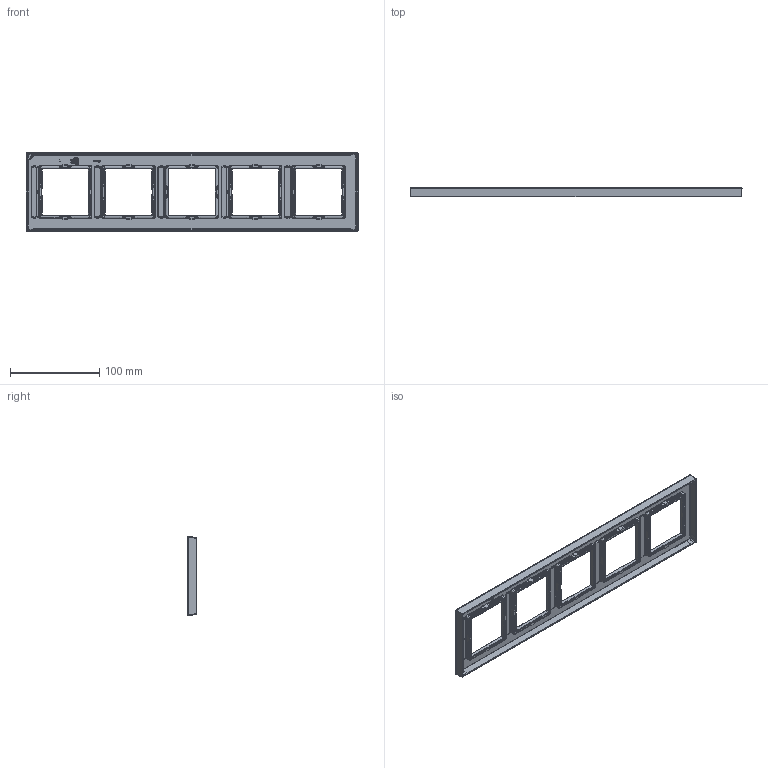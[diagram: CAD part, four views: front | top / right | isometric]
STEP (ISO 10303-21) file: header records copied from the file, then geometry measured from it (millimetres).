
FILE_DESCRIPTION((''),'2;1');
FILE_NAME('WAD8503XX_GEN_ASM','2025-11-03T14:30:37',('dembskd'),(''),'CREO PARAMETRIC BY PTC INC, 2025010','CREO PARAMETRIC BY PTC INC, 2025010','');
FILE_SCHEMA(('CONFIG_CONTROL_DESIGN','SHAPE_APPEARANCE_LAYERS_GROUPS'));
Products named in the file (7): W4GXXXX; W3A0403_GEN; W2A0593_00_ASM; W1A2343_GEN; W1Z0186_00; W2A2343_99_ASM; WAD8503XX_GEN_ASM
Assembly tree (10 placements, depth 3):
  WAD8503XX_GEN_ASM
    W4GXXXX
    W2A0593_00_ASM
      W3A0403_GEN
    W2A2343_99_ASM  x5
      W1A2343_GEN
      W1Z0186_00
Bounding box: 372 x 10.7 x 88 mm (x, y, z)
Volume: 55538.8 mm3; surface area: 78492.3 mm2
Topology: 11 solids, 11 shells, 4174 faces, 10720 edges, 6756 vertices
Faces by surface type: plane 1314, cylinder 996, bspline 841, extrusion 814, torus 85, sphere 60, cone 44, revolution 20
Entity records: 201815 total; most frequent: CARTESIAN_POINT 100216, ORIENTED_EDGE 17796, DIRECTION 11550, EDGE_CURVE 8898, VERTEX_POINT 5676, VECTOR 5142, PRESENTATION_STYLE_ASSIGNMENT 4422, STYLED_ITEM 4421
